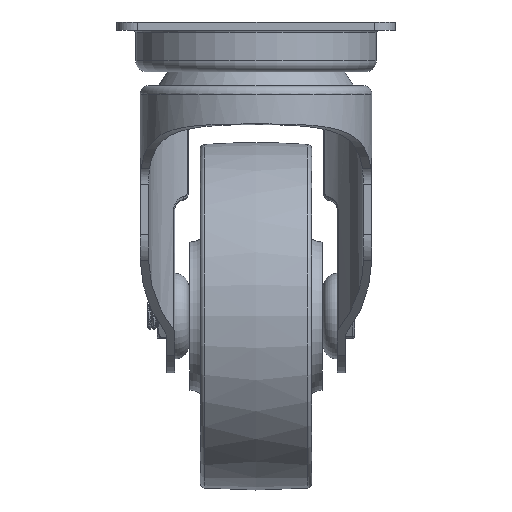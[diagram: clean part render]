
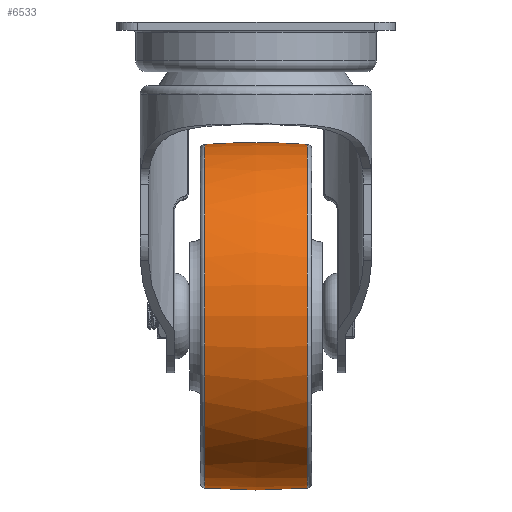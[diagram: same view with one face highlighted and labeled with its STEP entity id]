
A CAD part, left-side view. The second image highlights one B-rep face of the part: STEP entity #6533.
In plain terms, the highlighted free-form (B-spline) face has degree [2, 2] with [3, 9] control points.
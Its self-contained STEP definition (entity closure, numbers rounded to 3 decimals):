
#19=(
BOUNDED_SURFACE()
B_SPLINE_SURFACE(2,2,((#15209,#15210,#15211,#15212,#15213,#15214,#15215,
#15216,#15217),(#15218,#15219,#15220,#15221,#15222,#15223,#15224,#15225,
#15226),(#15227,#15228,#15229,#15230,#15231,#15232,#15233,#15234,#15235)),
 .UNSPECIFIED.,.F.,.T.,.F.)
B_SPLINE_SURFACE_WITH_KNOTS((3,3),(3,2,2,2,3),(-0.077,0.077),
(-3.142,-1.571,0.,1.571,3.142),
 .UNSPECIFIED.)
GEOMETRIC_REPRESENTATION_ITEM()
RATIONAL_B_SPLINE_SURFACE(((1.,0.707,1.,0.707,1.,
0.707,1.,0.707,1.),(0.997,0.705,
0.997,0.705,0.997,0.705,
0.997,0.705,0.997),(1.,0.707,
1.,0.707,1.,0.707,1.,0.707,1.)))
REPRESENTATION_ITEM('')
SURFACE()
);
#954=FACE_OUTER_BOUND('',#1418,.T.);
#1418=EDGE_LOOP('',(#5251,#5252,#5253,#5254));
#2416=CIRCLE('',#7379,37.074);
#2417=CIRCLE('',#7380,144.25);
#2418=CIRCLE('',#7381,37.074);
#2967=VERTEX_POINT('',#15236);
#2968=VERTEX_POINT('',#15238);
#3768=EDGE_CURVE('',#2967,#2967,#2416,.T.);
#3769=EDGE_CURVE('',#2967,#2968,#2417,.T.);
#3770=EDGE_CURVE('',#2968,#2968,#2418,.T.);
#5251=ORIENTED_EDGE('',*,*,#3768,.F.);
#5252=ORIENTED_EDGE('',*,*,#3769,.T.);
#5253=ORIENTED_EDGE('',*,*,#3770,.T.);
#5254=ORIENTED_EDGE('',*,*,#3769,.F.);
#6533=ADVANCED_FACE('',(#954),#19,.F.);
#7379=AXIS2_PLACEMENT_3D('',#15237,#8945,#8946);
#7380=AXIS2_PLACEMENT_3D('',#15239,#8947,#8948);
#7381=AXIS2_PLACEMENT_3D('',#15240,#8949,#8950);
#8945=DIRECTION('center_axis',(0.,-1.,0.));
#8946=DIRECTION('ref_axis',(0.,0.,
1.));
#8947=DIRECTION('center_axis',(-1.,0.,0.));
#8948=DIRECTION('ref_axis',(0.,0.,
1.));
#8949=DIRECTION('center_axis',(0.,-1.,0.));
#8950=DIRECTION('ref_axis',(0.,0.,
1.));
#15209=CARTESIAN_POINT('Ctrl Pts',(0.,11.077,
37.074));
#15210=CARTESIAN_POINT('Ctrl Pts',(-37.074,11.077,37.074));
#15211=CARTESIAN_POINT('Ctrl Pts',(-37.074,11.077,0.));
#15212=CARTESIAN_POINT('Ctrl Pts',(-37.074,11.077,-37.074));
#15213=CARTESIAN_POINT('Ctrl Pts',(0.,11.077,
-37.074));
#15214=CARTESIAN_POINT('Ctrl Pts',(37.074,11.077,-37.074));
#15215=CARTESIAN_POINT('Ctrl Pts',(37.074,11.077,0.));
#15216=CARTESIAN_POINT('Ctrl Pts',(37.074,11.077,37.074));
#15217=CARTESIAN_POINT('Ctrl Pts',(0.,11.077,
37.074));
#15218=CARTESIAN_POINT('Ctrl Pts',(0.,0.,
37.927));
#15219=CARTESIAN_POINT('Ctrl Pts',(-37.927,0.,
37.927));
#15220=CARTESIAN_POINT('Ctrl Pts',(-37.927,0.,
0.));
#15221=CARTESIAN_POINT('Ctrl Pts',(-37.927,0.,
-37.927));
#15222=CARTESIAN_POINT('Ctrl Pts',(0.,0.,
-37.927));
#15223=CARTESIAN_POINT('Ctrl Pts',(37.927,0.,
-37.927));
#15224=CARTESIAN_POINT('Ctrl Pts',(37.927,0.,
0.));
#15225=CARTESIAN_POINT('Ctrl Pts',(37.927,0.,
37.927));
#15226=CARTESIAN_POINT('Ctrl Pts',(0.,0.,
37.927));
#15227=CARTESIAN_POINT('Ctrl Pts',(0.,-11.077,
37.074));
#15228=CARTESIAN_POINT('Ctrl Pts',(-37.074,-11.077,
37.074));
#15229=CARTESIAN_POINT('Ctrl Pts',(-37.074,-11.077,
0.));
#15230=CARTESIAN_POINT('Ctrl Pts',(-37.074,-11.077,
-37.074));
#15231=CARTESIAN_POINT('Ctrl Pts',(0.,-11.077,
-37.074));
#15232=CARTESIAN_POINT('Ctrl Pts',(37.074,-11.077,-37.074));
#15233=CARTESIAN_POINT('Ctrl Pts',(37.074,-11.077,0.));
#15234=CARTESIAN_POINT('Ctrl Pts',(37.074,-11.077,37.074));
#15235=CARTESIAN_POINT('Ctrl Pts',(0.,-11.077,
37.074));
#15236=CARTESIAN_POINT('',(0.,-11.077,37.074));
#15237=CARTESIAN_POINT('Origin',(0.,-11.077,
0.));
#15238=CARTESIAN_POINT('',(0.,11.077,37.074));
#15239=CARTESIAN_POINT('Origin',(0.,0.,
-106.75));
#15240=CARTESIAN_POINT('Origin',(0.,11.077,
0.));
